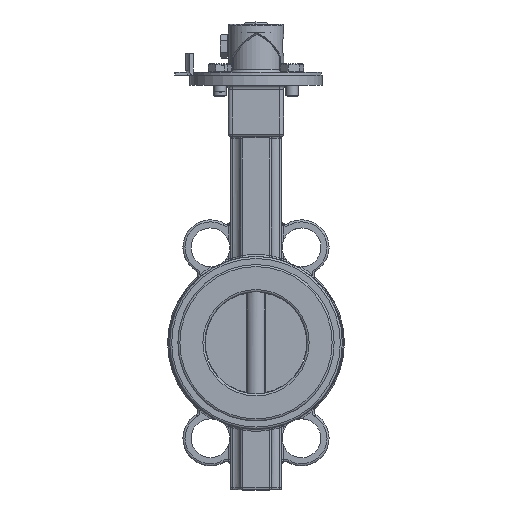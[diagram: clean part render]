
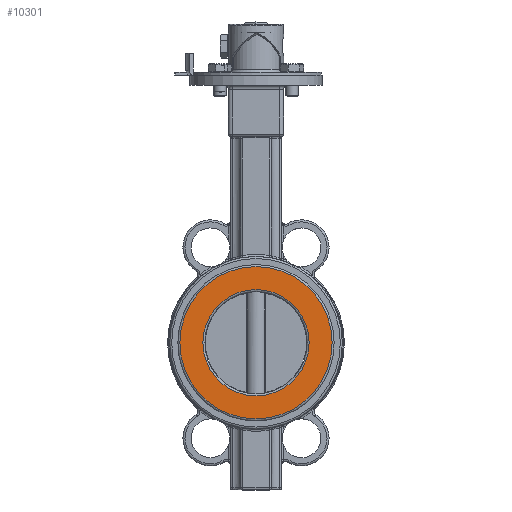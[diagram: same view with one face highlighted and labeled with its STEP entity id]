
A CAD part, top view. The second image highlights one B-rep face of the part: STEP entity #10301.
In plain terms, the highlighted planar face has unit normal (0, 0, 1).
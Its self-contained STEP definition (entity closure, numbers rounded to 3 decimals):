
#149=FACE_BOUND('',#2879,.T.);
#245=PLANE('',#11302);
#2273=FACE_OUTER_BOUND('',#2878,.T.);
#2878=EDGE_LOOP('',(#7327));
#2879=EDGE_LOOP('',(#7328));
#3592=CIRCLE('',#11300,26.);
#3594=CIRCLE('',#11303,37.25);
#4319=VERTEX_POINT('',#18444);
#4320=VERTEX_POINT('',#18448);
#5439=EDGE_CURVE('',#4319,#4319,#3592,.T.);
#5441=EDGE_CURVE('',#4320,#4320,#3594,.T.);
#7327=ORIENTED_EDGE('',*,*,#5441,.F.);
#7328=ORIENTED_EDGE('',*,*,#5439,.F.);
#10301=ADVANCED_FACE('',(#2273,#149),#245,.T.);
#11300=AXIS2_PLACEMENT_3D('',#18445,#13035,#13036);
#11302=AXIS2_PLACEMENT_3D('',#18447,#13039,#13040);
#11303=AXIS2_PLACEMENT_3D('',#18449,#13041,#13042);
#13035=DIRECTION('center_axis',(0.,0.,1.));
#13036=DIRECTION('ref_axis',(-1.,0.,0.));
#13039=DIRECTION('center_axis',(0.,0.,1.));
#13040=DIRECTION('ref_axis',(1.,0.,0.));
#13041=DIRECTION('center_axis',(0.,0.,-1.));
#13042=DIRECTION('ref_axis',(-1.,0.,0.));
#18444=CARTESIAN_POINT('',(26.,0.,23.5));
#18445=CARTESIAN_POINT('Origin',(0.,0.,23.5));
#18447=CARTESIAN_POINT('Origin',(0.,0.,23.5));
#18448=CARTESIAN_POINT('',(-37.25,0.,23.5));
#18449=CARTESIAN_POINT('Origin',(0.,0.,23.5));
